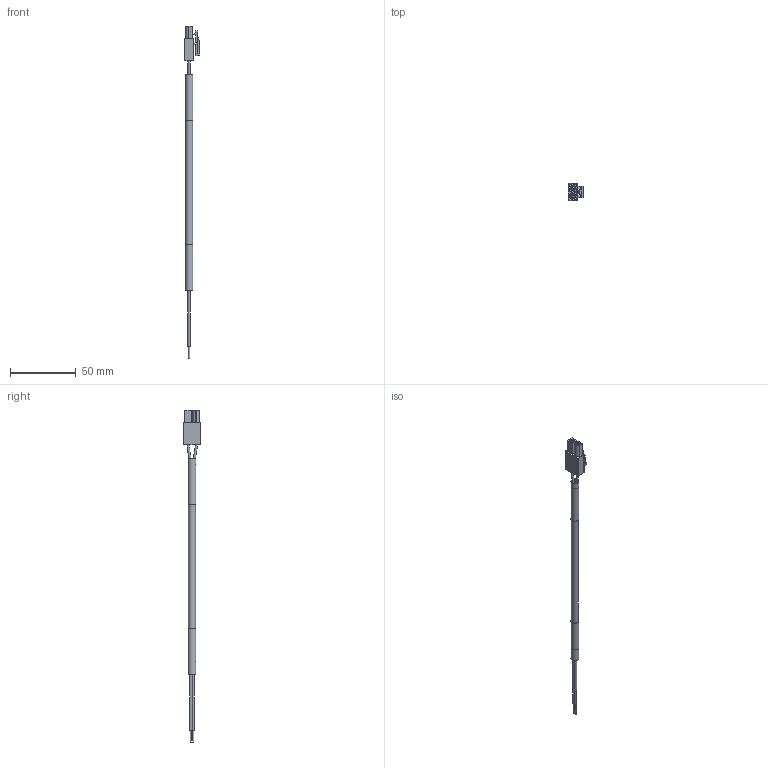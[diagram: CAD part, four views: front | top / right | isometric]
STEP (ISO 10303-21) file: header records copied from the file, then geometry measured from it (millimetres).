
FILE_DESCRIPTION(/* description */ ('STEP AP214'),/* implementation_level */ '2;1');
FILE_NAME(/* name */ '5219205_NEBM-H7G2-E-2_5-Q14N-LE2',/* time_stamp */ '2024-09-12T18:23:46+02:00',/* author */ ('License CC BY-ND 4.0'),/* organization */ ('CADENAS'),/* preprocessor_version */ 'ST-DEVELOPER v19.3',/* originating_system */ 'PARTsolutions',/* authorisation */ ' ');
FILE_SCHEMA (('AUTOMOTIVE_DESIGN {1 0 10303 214 3 1 1}'));
Length unit declared in the file: millimetre
Products named in the file (1): 5219205 NEBM-H7G2-E-2.5-Q14N-LE2
Bounding box: 11.7 x 13.5 x 252.6 mm (x, y, z)
Volume: 6212.8 mm3; surface area: 6246.6 mm2
Topology: 1 solids, 1 shells, 83 faces, 191 edges, 128 vertices
Faces by surface type: plane 58, cylinder 25
Full cylindrical faces by diameter (mm): 1 x2, 1.6 x4, 2 x2, 2.5 x2, 4 x2, 5.4 x3, 6 x2
Entity records: 2846 total; most frequent: DIRECTION 390, CARTESIAN_POINT 378, ORIENTED_EDGE 340, EDGE_CURVE 170, AXIS2_PLACEMENT_3D 136, VERTEX_POINT 124, EDGE_LOOP 122, FACE_BOUND 122
